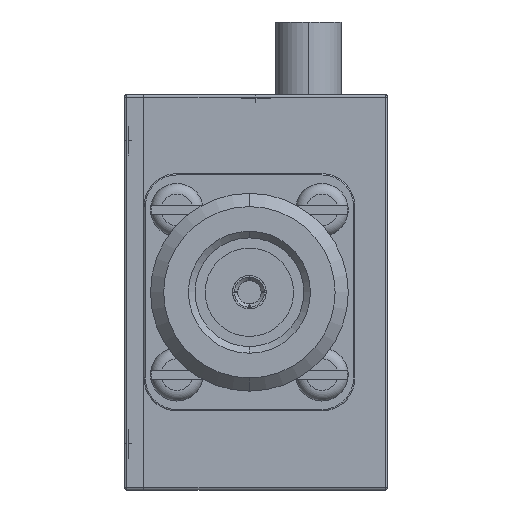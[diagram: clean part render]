
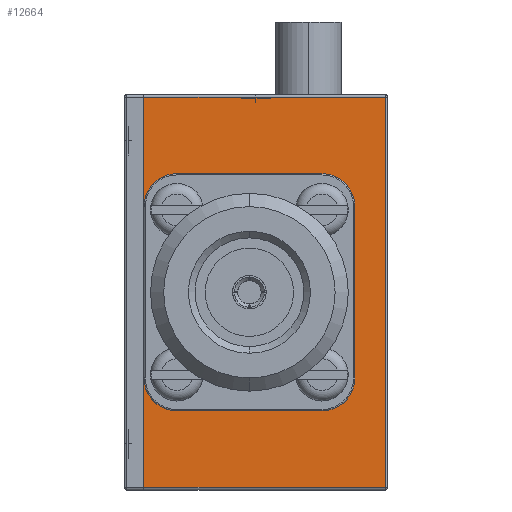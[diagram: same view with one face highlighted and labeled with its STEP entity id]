
A CAD part, left-side view. The second image highlights one B-rep face of the part: STEP entity #12664.
In plain terms, the highlighted planar face has unit normal (-1, 0, 0).
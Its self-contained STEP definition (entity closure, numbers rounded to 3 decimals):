
#356 = VECTOR ( 'NONE', #9990, 1000. ) ;
#421 = LINE ( 'NONE', #20531, #19199 ) ;
#487 = LINE ( 'NONE', #2513, #7928 ) ;
#585 = ORIENTED_EDGE ( 'NONE', *, *, #14244, .F. ) ;
#2513 = CARTESIAN_POINT ( 'NONE',  ( -63., 18.5, -14.8 ) ) ;
#5417 = CARTESIAN_POINT ( 'NONE',  ( -63., 0.2, -14.8 ) ) ;
#5434 = CARTESIAN_POINT ( 'NONE',  ( -63., 0.2, 14.8 ) ) ;
#6133 = CARTESIAN_POINT ( 'NONE',  ( -63., 18.5, -15. ) ) ;
#7928 = VECTOR ( 'NONE', #17969, 1000. ) ;
#9990 = DIRECTION ( 'NONE',  ( 0., 0., 1. ) ) ;
#11048 = VERTEX_POINT ( 'NONE', #20137 ) ;
#11282 = EDGE_CURVE ( 'NONE', #17903, #11048, #421, .T. ) ;
#11854 = DIRECTION ( 'NONE',  ( 0., 1., 0. ) ) ;
#12593 = LINE ( 'NONE', #21252, #356 ) ;
#12664 = ADVANCED_FACE ( 'NONE', ( #14404 ), #18449, .F. ) ;
#13128 = VECTOR ( 'NONE', #17995, 1000. ) ;
#13735 = VERTEX_POINT ( 'NONE', #5417 ) ;
#13825 = ORIENTED_EDGE ( 'NONE', *, *, #17139, .T. ) ;
#14244 = EDGE_CURVE ( 'NONE', #27920, #11048, #16289, .T. ) ;
#14380 = ORIENTED_EDGE ( 'NONE', *, *, #11282, .T. ) ;
#14404 = FACE_OUTER_BOUND ( 'NONE', #16478, .T. ) ;
#14954 = DIRECTION ( 'NONE',  ( 1., 0., 0. ) ) ;
#15702 = CARTESIAN_POINT ( 'NONE',  ( -63., 18.5, -15. ) ) ;
#16289 = LINE ( 'NONE', #15702, #13128 ) ;
#16425 = ORIENTED_EDGE ( 'NONE', *, *, #21051, .T. ) ;
#16478 = EDGE_LOOP ( 'NONE', ( #16425, #14380, #585, #13825 ) ) ;
#17139 = EDGE_CURVE ( 'NONE', #27920, #13735, #487, .T. ) ;
#17903 = VERTEX_POINT ( 'NONE', #5434 ) ;
#17969 = DIRECTION ( 'NONE',  ( 0., -1., 0. ) ) ;
#17995 = DIRECTION ( 'NONE',  ( 0., 0., 1. ) ) ;
#18449 = PLANE ( 'NONE',  #25087 ) ;
#19199 = VECTOR ( 'NONE', #11854, 1000. ) ;
#20137 = CARTESIAN_POINT ( 'NONE',  ( -63., 18.5, 14.8 ) ) ;
#20531 = CARTESIAN_POINT ( 'NONE',  ( -63., 18.5, 14.8 ) ) ;
#21051 = EDGE_CURVE ( 'NONE', #13735, #17903, #12593, .T. ) ;
#21252 = CARTESIAN_POINT ( 'NONE',  ( -63., 0.2, -15. ) ) ;
#22682 = CARTESIAN_POINT ( 'NONE',  ( -63., 18.5, -14.8 ) ) ;
#25087 = AXIS2_PLACEMENT_3D ( 'NONE', #6133, #14954, #26330 ) ;
#26330 = DIRECTION ( 'NONE',  ( 0., 0., -1. ) ) ;
#27920 = VERTEX_POINT ( 'NONE', #22682 ) ;
